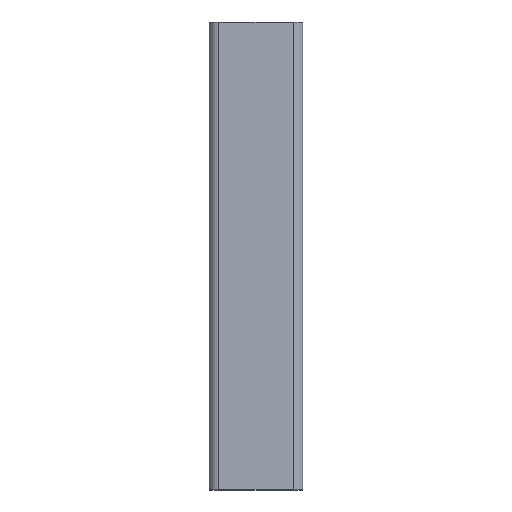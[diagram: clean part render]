
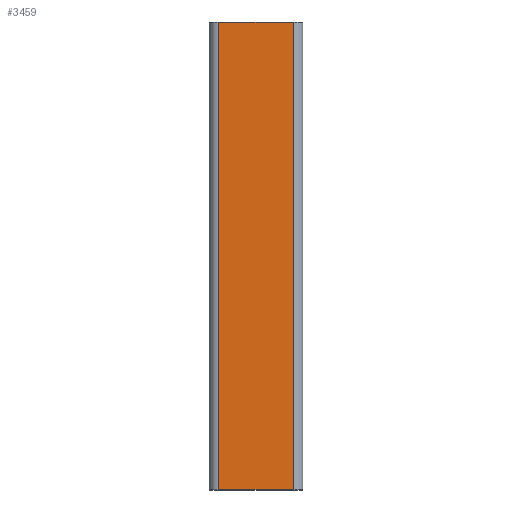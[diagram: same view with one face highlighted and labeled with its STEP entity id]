
A CAD part, front view. The second image highlights one B-rep face of the part: STEP entity #3459.
In plain terms, the highlighted planar face has unit normal (0, -1, 0).
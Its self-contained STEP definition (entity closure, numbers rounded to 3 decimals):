
#53=PLANE('',#3990);
#153=LINE('',#5725,#370);
#252=LINE('',#6197,#469);
#264=LINE('',#6258,#481);
#265=LINE('',#6260,#482);
#370=VECTOR('',#4535,10.);
#469=VECTOR('',#5126,10.);
#481=VECTOR('',#5212,10.);
#482=VECTOR('',#5215,10.);
#808=FACE_OUTER_BOUND('',#1035,.T.);
#1035=EDGE_LOOP('',(#3113,#3114,#3115,#3116));
#1501=VERTEX_POINT('',#5719);
#1502=VERTEX_POINT('',#5723);
#1628=VERTEX_POINT('',#6191);
#1629=VERTEX_POINT('',#6195);
#1873=EDGE_CURVE('',#1501,#1502,#153,.T.);
#2110=EDGE_CURVE('',#1629,#1628,#252,.T.);
#2141=EDGE_CURVE('',#1628,#1501,#264,.T.);
#2142=EDGE_CURVE('',#1629,#1502,#265,.T.);
#3113=ORIENTED_EDGE('',*,*,#1873,.F.);
#3114=ORIENTED_EDGE('',*,*,#2141,.F.);
#3115=ORIENTED_EDGE('',*,*,#2110,.F.);
#3116=ORIENTED_EDGE('',*,*,#2142,.T.);
#3459=ADVANCED_FACE('',(#808),#53,.T.);
#3990=AXIS2_PLACEMENT_3D('',#6259,#5213,#5214);
#4535=DIRECTION('',(1.,0.,0.));
#5126=DIRECTION('',(-1.,0.,0.));
#5212=DIRECTION('',(0.,0.,1.));
#5213=DIRECTION('center_axis',(0.,-1.,0.));
#5214=DIRECTION('ref_axis',(1.,0.,0.));
#5215=DIRECTION('',(0.,0.,1.));
#5719=CARTESIAN_POINT('',(238.646,62.562,99.9));
#5723=CARTESIAN_POINT('',(254.646,62.562,99.9));
#5725=CARTESIAN_POINT('',(200.156,62.562,99.9));
#6191=CARTESIAN_POINT('',(238.646,62.562,0.1));
#6195=CARTESIAN_POINT('',(254.646,62.562,0.1));
#6197=CARTESIAN_POINT('',(200.156,62.562,0.1));
#6258=CARTESIAN_POINT('',(238.646,62.562,0.));
#6259=CARTESIAN_POINT('Origin',(238.646,62.562,0.));
#6260=CARTESIAN_POINT('',(254.646,62.562,0.));
